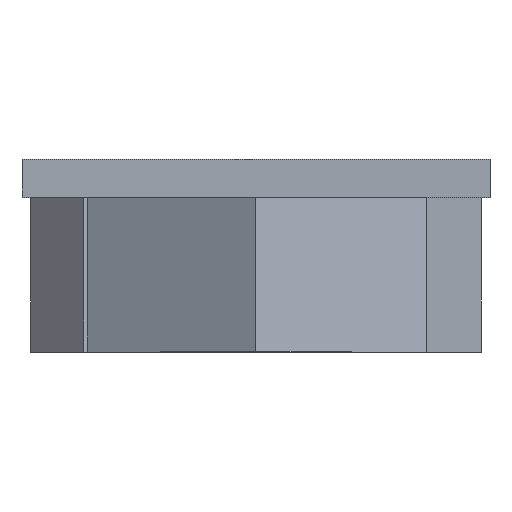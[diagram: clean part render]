
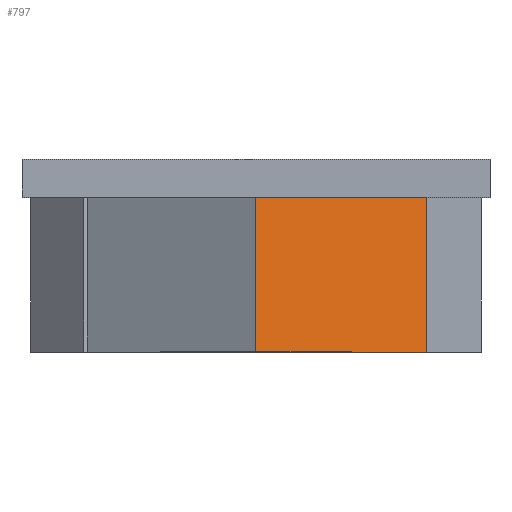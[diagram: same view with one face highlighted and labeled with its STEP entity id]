
A CAD part, top view. The second image highlights one B-rep face of the part: STEP entity #797.
In plain terms, the highlighted planar face has unit normal (0.5, 0, 0.866).
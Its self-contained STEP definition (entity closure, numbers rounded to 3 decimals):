
#51=FACE_OUTER_BOUND('',#94,.T.);
#94=EDGE_LOOP('',(#637,#638,#639,#640));
#192=LINE('',#1231,#300);
#193=LINE('',#1234,#301);
#194=LINE('',#1236,#302);
#195=LINE('',#1237,#303);
#300=VECTOR('',#1011,10.);
#301=VECTOR('',#1014,10.);
#302=VECTOR('',#1015,10.);
#303=VECTOR('',#1016,10.);
#381=VERTEX_POINT('',#1227);
#382=VERTEX_POINT('',#1229);
#383=VERTEX_POINT('',#1233);
#384=VERTEX_POINT('',#1235);
#480=EDGE_CURVE('',#381,#382,#192,.T.);
#481=EDGE_CURVE('',#381,#383,#193,.T.);
#482=EDGE_CURVE('',#384,#382,#194,.T.);
#483=EDGE_CURVE('',#383,#384,#195,.T.);
#637=ORIENTED_EDGE('',*,*,#481,.F.);
#638=ORIENTED_EDGE('',*,*,#480,.T.);
#639=ORIENTED_EDGE('',*,*,#482,.F.);
#640=ORIENTED_EDGE('',*,*,#483,.F.);
#754=PLANE('',#854);
#797=ADVANCED_FACE('',(#51),#754,.T.);
#854=AXIS2_PLACEMENT_3D('',#1232,#1012,#1013);
#1011=DIRECTION('',(0.,-1.,0.));
#1012=DIRECTION('center_axis',(0.5,0.,0.866));
#1013=DIRECTION('ref_axis',(-0.866,0.,0.5));
#1014=DIRECTION('',(0.866,0.,-0.5));
#1015=DIRECTION('',(-0.866,0.,0.5));
#1016=DIRECTION('',(0.,-1.,0.));
#1227=CARTESIAN_POINT('',(127.111,95.714,87.705));
#1229=CARTESIAN_POINT('',(127.111,91.614,87.705));
#1231=CARTESIAN_POINT('',(127.111,95.714,87.705));
#1232=CARTESIAN_POINT('Origin',(131.628,95.714,85.097));
#1233=CARTESIAN_POINT('',(131.628,95.714,85.097));
#1234=CARTESIAN_POINT('',(130.494,95.714,85.752));
#1235=CARTESIAN_POINT('',(131.628,91.614,85.097));
#1236=CARTESIAN_POINT('',(131.628,91.614,85.097));
#1237=CARTESIAN_POINT('',(131.628,95.714,85.097));
